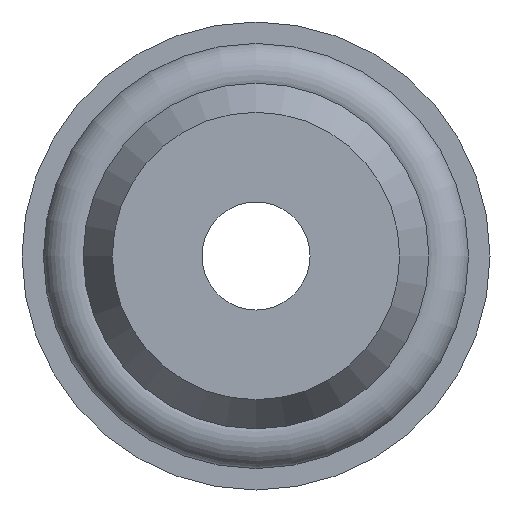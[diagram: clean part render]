
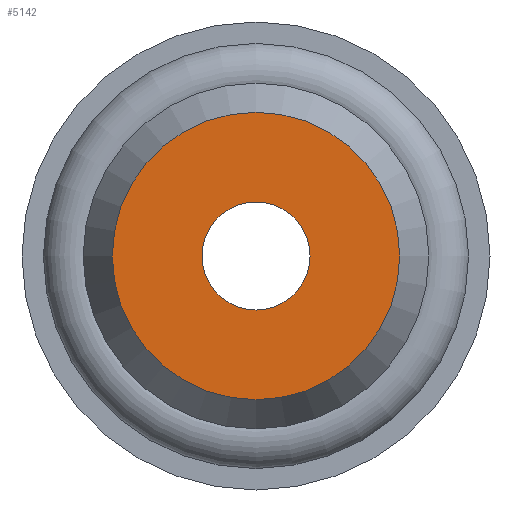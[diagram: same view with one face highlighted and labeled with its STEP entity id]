
A CAD part, front view. The second image highlights one B-rep face of the part: STEP entity #5142.
In plain terms, the highlighted planar face has unit normal (0, -1, 0).
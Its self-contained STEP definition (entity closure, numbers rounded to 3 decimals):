
#110=PLANE('',#5347);
#1693=ORIENTED_EDGE('',*,*,#2537,.F.);
#1694=ORIENTED_EDGE('',*,*,#2538,.T.);
#2537=EDGE_CURVE('',#2940,#2940,#2996,.T.);
#2538=EDGE_CURVE('',#2941,#2941,#2997,.T.);
#2940=VERTEX_POINT('',#9835);
#2941=VERTEX_POINT('',#9837);
#2996=CIRCLE('',#5348,1.5);
#2997=CIRCLE('',#5349,3.992);
#3153=EDGE_LOOP('',(#1693));
#3154=EDGE_LOOP('',(#1694));
#3409=FACE_BOUND('',#3153,.T.);
#3410=FACE_BOUND('',#3154,.T.);
#5142=ADVANCED_FACE('',(#3409,#3410),#110,.T.);
#5347=AXIS2_PLACEMENT_3D('',#9833,#5931,#5932);
#5348=AXIS2_PLACEMENT_3D('',#9834,#5933,#5934);
#5349=AXIS2_PLACEMENT_3D('',#9836,#5935,#5936);
#5931=DIRECTION('',(0.,-1.,0.));
#5932=DIRECTION('',(0.,0.,-1.));
#5933=DIRECTION('',(0.,-1.,0.));
#5934=DIRECTION('',(0.,0.,-1.));
#5935=DIRECTION('',(0.,-1.,0.));
#5936=DIRECTION('',(0.,0.,-1.));
#9833=CARTESIAN_POINT('',(0.,0.,0.));
#9834=CARTESIAN_POINT('',(0.,0.,0.));
#9835=CARTESIAN_POINT('',(0.,0.,-1.5));
#9836=CARTESIAN_POINT('',(0.,0.,0.));
#9837=CARTESIAN_POINT('',(0.,0.,-3.992));
